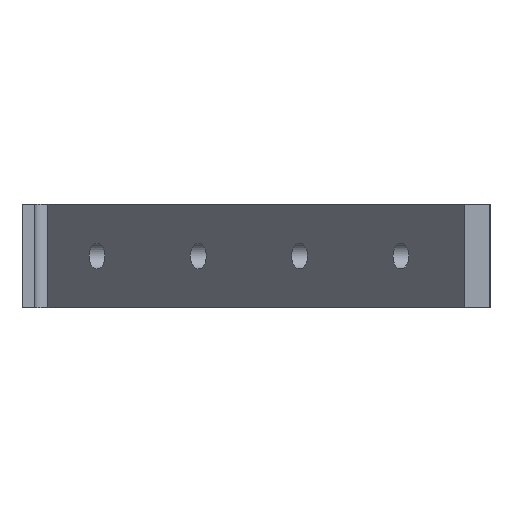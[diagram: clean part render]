
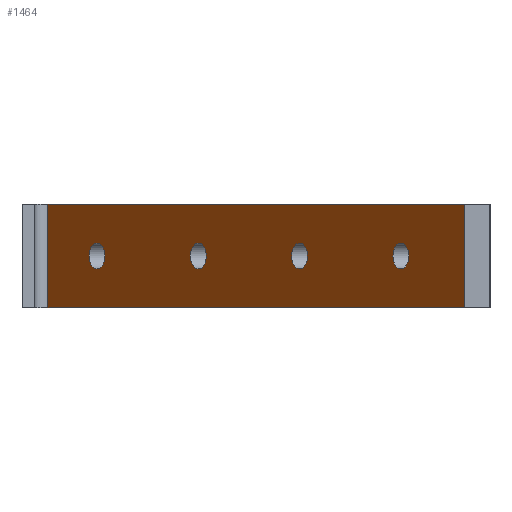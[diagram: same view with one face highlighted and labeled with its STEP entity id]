
A CAD part, left-side view. The second image highlights one B-rep face of the part: STEP entity #1464.
In plain terms, the highlighted planar face has unit normal (-0.609, 0.793, 0).
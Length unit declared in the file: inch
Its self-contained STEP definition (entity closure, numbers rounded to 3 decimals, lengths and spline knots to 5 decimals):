
#26=FACE_BOUND('',#215,.T.);
#27=FACE_BOUND('',#216,.T.);
#28=FACE_BOUND('',#217,.T.);
#29=FACE_BOUND('',#218,.T.);
#63=PLANE('',#1617);
#130=FACE_OUTER_BOUND('',#214,.T.);
#214=EDGE_LOOP('',(#1234,#1235,#1236,#1237));
#215=EDGE_LOOP('',(#1238));
#216=EDGE_LOOP('',(#1239));
#217=EDGE_LOOP('',(#1240));
#218=EDGE_LOOP('',(#1241));
#297=LINE('',#2240,#439);
#340=LINE('',#2373,#482);
#366=LINE('',#2438,#508);
#367=LINE('',#2439,#509);
#439=VECTOR('',#1787,0.3937);
#482=VECTOR('',#1924,0.3937);
#508=VECTOR('',#1992,0.3937);
#509=VECTOR('',#1993,0.3937);
#580=CIRCLE('',#1561,0.0625);
#582=CIRCLE('',#1564,0.0625);
#586=CIRCLE('',#1571,0.0625);
#588=CIRCLE('',#1574,0.0625);
#673=VERTEX_POINT('',#2237);
#674=VERTEX_POINT('',#2239);
#689=VERTEX_POINT('',#2275);
#690=VERTEX_POINT('',#2280);
#693=VERTEX_POINT('',#2291);
#694=VERTEX_POINT('',#2296);
#716=VERTEX_POINT('',#2369);
#735=VERTEX_POINT('',#2437);
#824=EDGE_CURVE('',#674,#673,#297,.T.);
#843=EDGE_CURVE('',#689,#689,#580,.T.);
#846=EDGE_CURVE('',#690,#690,#582,.T.);
#851=EDGE_CURVE('',#693,#693,#586,.T.);
#854=EDGE_CURVE('',#694,#694,#588,.T.);
#892=EDGE_CURVE('',#674,#716,#340,.T.);
#924=EDGE_CURVE('',#735,#673,#366,.T.);
#925=EDGE_CURVE('',#735,#716,#367,.T.);
#1234=ORIENTED_EDGE('',*,*,#892,.F.);
#1235=ORIENTED_EDGE('',*,*,#824,.T.);
#1236=ORIENTED_EDGE('',*,*,#924,.F.);
#1237=ORIENTED_EDGE('',*,*,#925,.T.);
#1238=ORIENTED_EDGE('',*,*,#843,.F.);
#1239=ORIENTED_EDGE('',*,*,#846,.F.);
#1240=ORIENTED_EDGE('',*,*,#851,.F.);
#1241=ORIENTED_EDGE('',*,*,#854,.F.);
#1464=ADVANCED_FACE('',(#130,#26,#27,#28,#29),#63,.F.);
#1561=AXIS2_PLACEMENT_3D('',#2276,#1819,#1820);
#1564=AXIS2_PLACEMENT_3D('',#2281,#1826,#1827);
#1571=AXIS2_PLACEMENT_3D('',#2292,#1841,#1842);
#1574=AXIS2_PLACEMENT_3D('',#2297,#1848,#1849);
#1617=AXIS2_PLACEMENT_3D('',#2436,#1990,#1991);
#1787=DIRECTION('',(-0.793,-0.609,0.));
#1819=DIRECTION('center_axis',(-0.609,0.793,0.));
#1820=DIRECTION('ref_axis',(0.,0.,-1.));
#1826=DIRECTION('center_axis',(-0.609,0.793,0.));
#1827=DIRECTION('ref_axis',(0.,0.,-1.));
#1841=DIRECTION('center_axis',(-0.609,0.793,0.));
#1842=DIRECTION('ref_axis',(0.,0.,-1.));
#1848=DIRECTION('center_axis',(-0.609,0.793,0.));
#1849=DIRECTION('ref_axis',(0.,0.,-1.));
#1924=DIRECTION('',(0.,0.,1.));
#1990=DIRECTION('center_axis',(0.609,-0.793,0.));
#1991=DIRECTION('ref_axis',(0.793,0.609,0.));
#1992=DIRECTION('',(0.,0.,-1.));
#1993=DIRECTION('',(0.793,0.609,0.));
#2237=CARTESIAN_POINT('',(-5.6768,-1.50439,-4.56132));
#2239=CARTESIAN_POINT('',(-3.06464,0.5,-4.56132));
#2240=CARTESIAN_POINT('',(-1.76141,1.5,-4.56132));
#2275=CARTESIAN_POINT('',(-4.00643,-0.22266,-4.24882));
#2276=CARTESIAN_POINT('Origin',(-4.00643,-0.22266,-4.31132));
#2280=CARTESIAN_POINT('',(-4.64111,-0.70967,-4.24882));
#2281=CARTESIAN_POINT('Origin',(-4.64111,-0.70967,-4.31132));
#2291=CARTESIAN_POINT('',(-3.37174,0.26435,-4.24882));
#2292=CARTESIAN_POINT('Origin',(-3.37174,0.26435,-4.31132));
#2296=CARTESIAN_POINT('',(-5.27579,-1.19668,-4.24882));
#2297=CARTESIAN_POINT('Origin',(-5.27579,-1.19668,-4.31132));
#2369=CARTESIAN_POINT('',(-3.06464,0.5,-4.06132));
#2373=CARTESIAN_POINT('',(-3.06464,0.5,-4.43632));
#2436=CARTESIAN_POINT('Origin',(-6.00968,-1.75981,-4.31132));
#2437=CARTESIAN_POINT('',(-5.6768,-1.50439,-4.06132));
#2438=CARTESIAN_POINT('',(-5.6768,-1.50439,-4.31132));
#2439=CARTESIAN_POINT('',(-2.1,1.24019,-4.06132));
